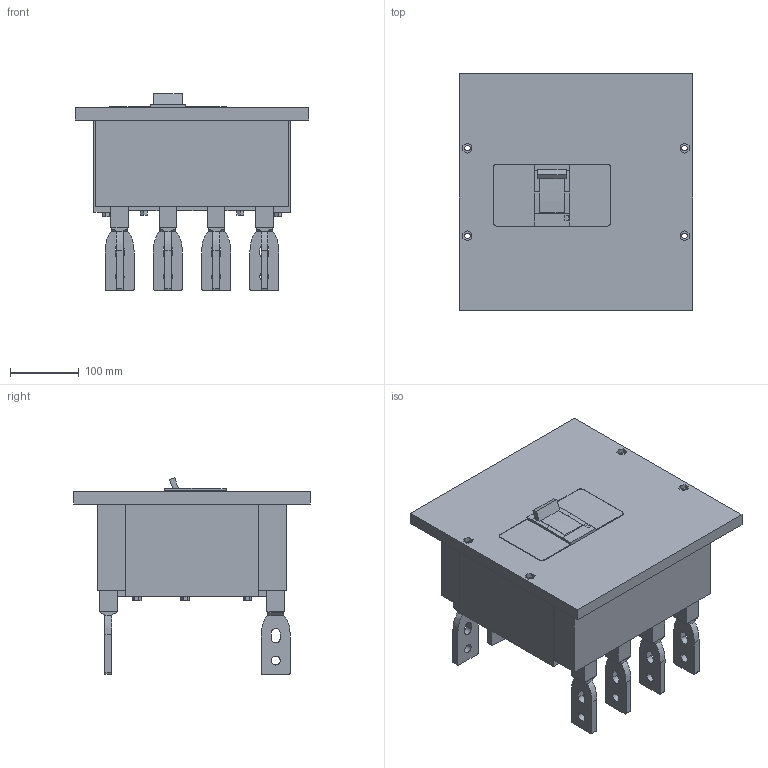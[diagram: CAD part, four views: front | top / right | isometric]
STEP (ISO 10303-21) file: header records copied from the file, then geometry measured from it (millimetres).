
FILE_DESCRIPTION(('CoCreate Modeling STEP Export'),'2;1');
FILE_NAME('Ｈ６３０ＮＥ４Ｐ.stp','2012-03-23T15:35:26',(''),(''),'CoCreate Modeling STEP processor for AP214 (Solid Model)','CoCreate Modeling 17.0 01-Apr-2010 (C) Parametric Technology GmbH','');
FILE_SCHEMA(('AUTOMOTIVE_DESIGN { 1 0 10303 214 1 1 1 1 }'));
Length unit declared in the file: millimetre
Products named in the file (3): p2; p1; Ｈ６３０ＮＥ４Ｐ
Assembly tree (2 placements, depth 2):
  Ｈ６３０ＮＥ４Ｐ
    p1
    p2
Bounding box: 338 x 343 x 285.18 mm (x, y, z)
Volume: 12673269.5 mm3; surface area: 727239.7 mm2
Topology: 2 solids, 2 shells, 411 faces, 1092 edges, 720 vertices
Faces by surface type: plane 316, cylinder 79, extrusion 16
Entity records: 15143 total; most frequent: CARTESIAN_POINT 2836, ORIENTED_EDGE 2184, DIRECTION 1856, EDGE_CURVE 1092, VECTOR 872, LINE 856, VERTEX_POINT 720, AXIS2_PLACEMENT_3D 492
